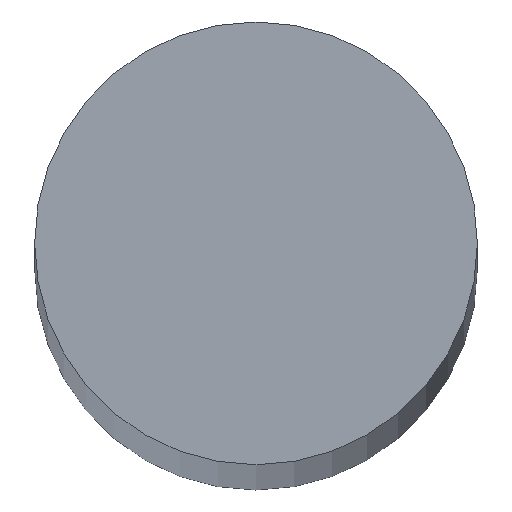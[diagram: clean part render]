
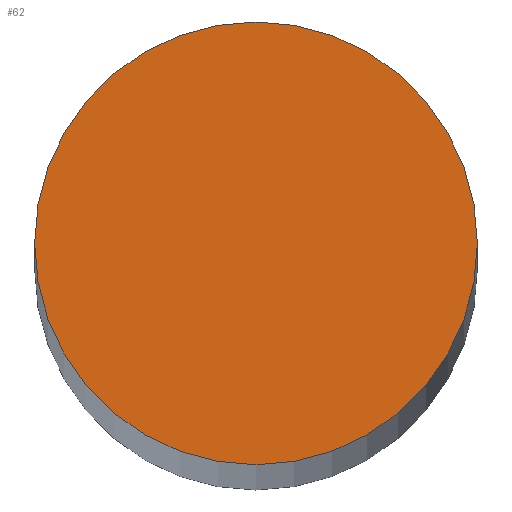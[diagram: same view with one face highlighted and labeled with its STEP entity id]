
A CAD part, top view. The second image highlights one B-rep face of the part: STEP entity #62.
In plain terms, the highlighted planar face has unit normal (0, 0, 1).
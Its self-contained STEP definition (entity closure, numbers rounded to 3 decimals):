
#62=ADVANCED_FACE('',(#89),#91,.T.);
#89=FACE_BOUND('',#90,.T.);
#90=EDGE_LOOP('',(#105));
#91=PLANE('',#92);
#92=AXIS2_PLACEMENT_3D('',#93,#94,#95);
#93=CARTESIAN_POINT('',(0.,0.,6.));
#94=DIRECTION('',(0.,0.,1.));
#95=DIRECTION('',(-1.,0.,0.));
#105=ORIENTED_EDGE('',*,*,#107,.T.);
#107=EDGE_CURVE('',#109,#109,#110,.T.);
#109=VERTEX_POINT('',#113);
#110=CIRCLE('',#114,0.25);
#113=CARTESIAN_POINT('',(-0.25,0.,6.));
#114=AXIS2_PLACEMENT_3D('',#115,#116,#117);
#115=CARTESIAN_POINT('',(0.,0.,6.));
#116=DIRECTION('',(0.,0.,1.));
#117=DIRECTION('',(-1.,0.,0.));
